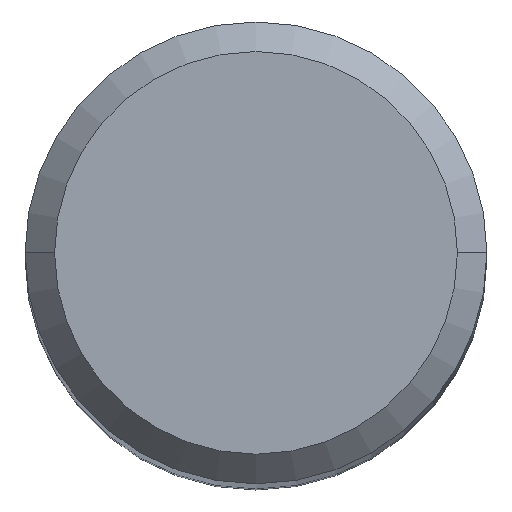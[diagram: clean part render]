
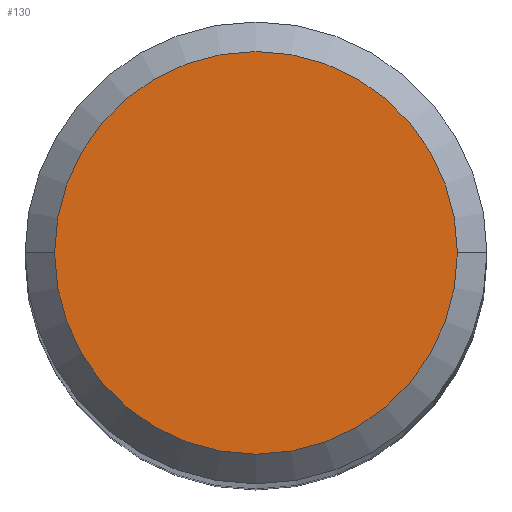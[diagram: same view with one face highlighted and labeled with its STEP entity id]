
A CAD part, top view. The second image highlights one B-rep face of the part: STEP entity #130.
In plain terms, the highlighted planar face has unit normal (0, 0, 1).
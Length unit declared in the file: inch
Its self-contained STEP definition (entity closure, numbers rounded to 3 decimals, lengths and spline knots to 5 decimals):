
#35 = DIRECTION ( 'NONE',  ( 0., 0., -1. ) ) ;
#36 = AXIS2_PLACEMENT_3D ( 'NONE', #304, #35, #218 ) ;
#39 = CARTESIAN_POINT ( 'NONE',  ( 0.13625, 0., 0. ) ) ;
#54 = PLANE ( 'NONE',  #36 ) ;
#64 = DIRECTION ( 'NONE',  ( 0., 0., 1. ) ) ;
#95 = CIRCLE ( 'NONE', #337, 0.13625 ) ;
#130 = ADVANCED_FACE ( 'NONE', ( #212 ), #54, .F. ) ;
#136 = EDGE_CURVE ( 'NONE', #290, #343, #241, .T. ) ;
#138 = EDGE_LOOP ( 'NONE', ( #276, #190 ) ) ;
#168 = DIRECTION ( 'NONE',  ( 1., 0., 0. ) ) ;
#187 = CARTESIAN_POINT ( 'NONE',  ( 0., 0., 0. ) ) ;
#188 = DIRECTION ( 'NONE',  ( 1., 0., 0. ) ) ;
#190 = ORIENTED_EDGE ( 'NONE', *, *, #136, .T. ) ;
#212 = FACE_OUTER_BOUND ( 'NONE', #138, .T. ) ;
#218 = DIRECTION ( 'NONE',  ( -1., 0., 0. ) ) ;
#241 = CIRCLE ( 'NONE', #408, 0.13625 ) ;
#256 = DIRECTION ( 'NONE',  ( 0., 0., 1. ) ) ;
#276 = ORIENTED_EDGE ( 'NONE', *, *, #370, .T. ) ;
#290 = VERTEX_POINT ( 'NONE', #39 ) ;
#304 = CARTESIAN_POINT ( 'NONE',  ( 0., 0.13625, 0. ) ) ;
#337 = AXIS2_PLACEMENT_3D ( 'NONE', #345, #64, #168 ) ;
#343 = VERTEX_POINT ( 'NONE', #379 ) ;
#345 = CARTESIAN_POINT ( 'NONE',  ( 0., 0., 0. ) ) ;
#370 = EDGE_CURVE ( 'NONE', #343, #290, #95, .T. ) ;
#379 = CARTESIAN_POINT ( 'NONE',  ( -0.13625, 0., 0. ) ) ;
#408 = AXIS2_PLACEMENT_3D ( 'NONE', #187, #256, #188 ) ;
